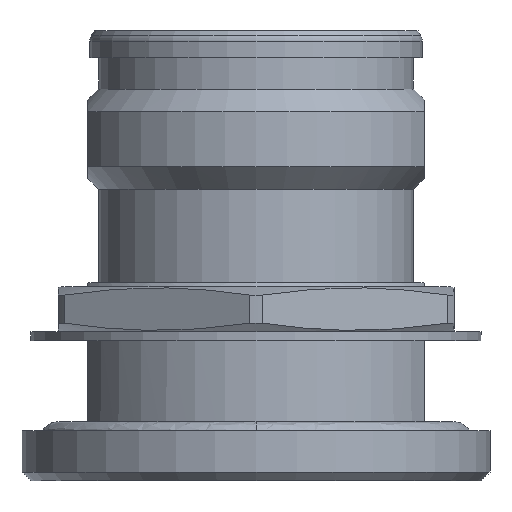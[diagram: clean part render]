
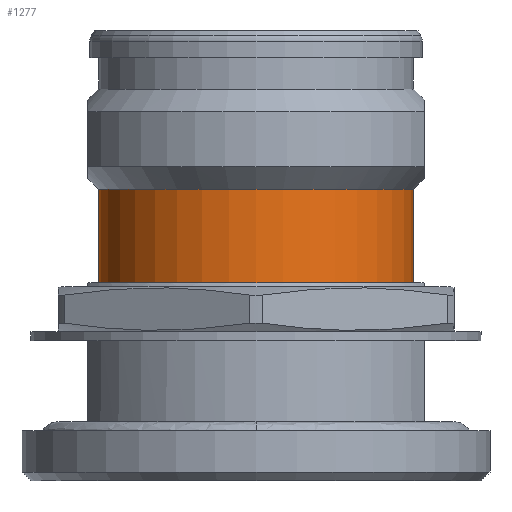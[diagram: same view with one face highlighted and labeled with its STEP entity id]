
A CAD part, front view. The second image highlights one B-rep face of the part: STEP entity #1277.
In plain terms, the highlighted cylindrical face has radius 8.75 mm (diameter 17.5 mm), a partial arc.
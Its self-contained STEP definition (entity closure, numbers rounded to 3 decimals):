
#150 = ORIENTED_EDGE ( 'NONE', *, *, #4730, .T. ) ;
#173 = CARTESIAN_POINT ( 'NONE',  ( 8.75, 0., -14. ) ) ;
#462 = FACE_OUTER_BOUND ( 'NONE', #9627, .T. ) ;
#743 = CIRCLE ( 'NONE', #6976, 8.75 ) ;
#891 = ORIENTED_EDGE ( 'NONE', *, *, #8218, .T. ) ;
#1064 = AXIS2_PLACEMENT_3D ( 'NONE', #7984, #2658, #8881 ) ;
#1277 = ADVANCED_FACE ( 'NONE', ( #462 ), #11132, .T. ) ;
#1516 = DIRECTION ( 'NONE',  ( 0., 0., 1. ) ) ;
#1677 = CARTESIAN_POINT ( 'NONE',  ( 0., 0., -14. ) ) ;
#2479 = VERTEX_POINT ( 'NONE', #173 ) ;
#2559 = DIRECTION ( 'NONE',  ( 1., 0., 0. ) ) ;
#2658 = DIRECTION ( 'NONE',  ( 0., 0., 1. ) ) ;
#2731 = CARTESIAN_POINT ( 'NONE',  ( -8.75, 0., -14. ) ) ;
#3388 = LINE ( 'NONE', #9508, #7853 ) ;
#3775 = LINE ( 'NONE', #5977, #8546 ) ;
#3844 = DIRECTION ( 'NONE',  ( 1., 0., 0. ) ) ;
#4112 = VERTEX_POINT ( 'NONE', #2731 ) ;
#4730 = EDGE_CURVE ( 'NONE', #2479, #9043, #3388, .T. ) ;
#5085 = EDGE_CURVE ( 'NONE', #4112, #5361, #3775, .T. ) ;
#5315 = CARTESIAN_POINT ( 'NONE',  ( 0., 0., 1.82 ) ) ;
#5361 = VERTEX_POINT ( 'NONE', #7785 ) ;
#5847 = ORIENTED_EDGE ( 'NONE', *, *, #10518, .F. ) ;
#5977 = CARTESIAN_POINT ( 'NONE',  ( -8.75, 0., 1.82 ) ) ;
#6916 = DIRECTION ( 'NONE',  ( 0., 0., 1. ) ) ;
#6976 = AXIS2_PLACEMENT_3D ( 'NONE', #1677, #7888, #2559 ) ;
#7785 = CARTESIAN_POINT ( 'NONE',  ( -8.75, 0., -8.8 ) ) ;
#7853 = VECTOR ( 'NONE', #6916, 1000. ) ;
#7888 = DIRECTION ( 'NONE',  ( 0., 0., 1. ) ) ;
#7984 = CARTESIAN_POINT ( 'NONE',  ( 0., 0., -8.8 ) ) ;
#8036 = AXIS2_PLACEMENT_3D ( 'NONE', #5315, #1516, #3844 ) ;
#8218 = EDGE_CURVE ( 'NONE', #4112, #2479, #743, .T. ) ;
#8301 = CARTESIAN_POINT ( 'NONE',  ( 8.75, 0., -8.8 ) ) ;
#8546 = VECTOR ( 'NONE', #10183, 1000. ) ;
#8722 = ORIENTED_EDGE ( 'NONE', *, *, #5085, .F. ) ;
#8881 = DIRECTION ( 'NONE',  ( 1., 0., 0. ) ) ;
#9043 = VERTEX_POINT ( 'NONE', #8301 ) ;
#9508 = CARTESIAN_POINT ( 'NONE',  ( 8.75, 0., 1.82 ) ) ;
#9627 = EDGE_LOOP ( 'NONE', ( #8722, #891, #150, #5847 ) ) ;
#10183 = DIRECTION ( 'NONE',  ( 0., 0., 1. ) ) ;
#10518 = EDGE_CURVE ( 'NONE', #5361, #9043, #11048, .T. ) ;
#11048 = CIRCLE ( 'NONE', #1064, 8.75 ) ;
#11132 = CYLINDRICAL_SURFACE ( 'NONE', #8036, 8.75 ) ;
